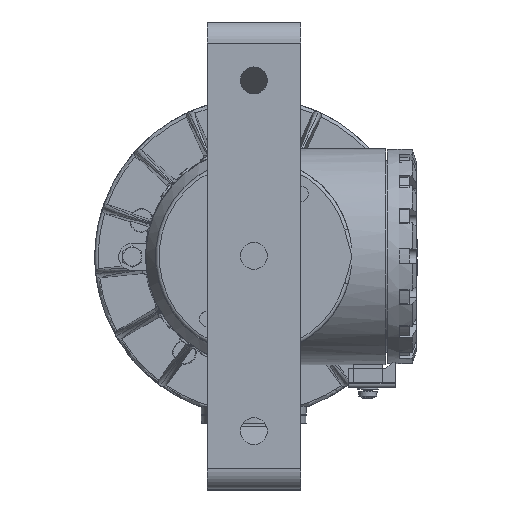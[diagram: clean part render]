
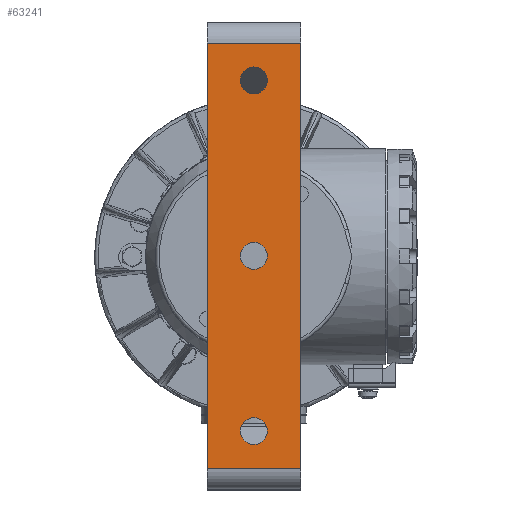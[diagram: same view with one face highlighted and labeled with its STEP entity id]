
A CAD part, top view. The second image highlights one B-rep face of the part: STEP entity #63241.
In plain terms, the highlighted planar face has unit normal (0, 0, 1).
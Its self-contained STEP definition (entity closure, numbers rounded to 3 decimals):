
#62543=CARTESIAN_POINT('',(-20.0,-91.,332.3));
#62544=VERTEX_POINT('',#62543);
#62552=CARTESIAN_POINT('',(-20.0,91.,332.3));
#62553=VERTEX_POINT('',#62552);
#62554=CARTESIAN_POINT('',(-20.0,91.,332.3));
#62555=DIRECTION('',(0.0,-1.0,0.0));
#62556=VECTOR('',#62555,182.0);
#62557=LINE('',#62554,#62556);
#62558=EDGE_CURVE('',#62553,#62544,#62557,.T.);
#62764=CARTESIAN_POINT('',(5.75,-75.,332.3));
#62765=VERTEX_POINT('',#62764);
#62766=CARTESIAN_POINT('',(0.0,-75.,332.3));
#62767=DIRECTION('',(0.0,0.0,-1.0));
#62768=DIRECTION('',(-1.0,0.0,0.0));
#62769=AXIS2_PLACEMENT_3D('',#62766,#62767,#62768);
#62770=CIRCLE('',#62769,5.75);
#62771=EDGE_CURVE('',#62765,#62765,#62770,.T.);
#62792=CARTESIAN_POINT('',(5.75,75.,332.3));
#62793=VERTEX_POINT('',#62792);
#62794=CARTESIAN_POINT('',(0.0,75.,332.3));
#62795=DIRECTION('',(0.0,0.0,-1.0));
#62796=DIRECTION('',(-1.0,0.0,0.0));
#62797=AXIS2_PLACEMENT_3D('',#62794,#62795,#62796);
#62798=CIRCLE('',#62797,5.75);
#62799=EDGE_CURVE('',#62793,#62793,#62798,.T.);
#62820=CARTESIAN_POINT('',(5.75,0.,332.3));
#62821=VERTEX_POINT('',#62820);
#62822=CARTESIAN_POINT('',(0.0,0.,332.3));
#62823=DIRECTION('',(0.0,0.0,-1.0));
#62824=DIRECTION('',(-1.0,0.0,0.0));
#62825=AXIS2_PLACEMENT_3D('',#62822,#62823,#62824);
#62826=CIRCLE('',#62825,5.75);
#62827=EDGE_CURVE('',#62821,#62821,#62826,.T.);
#63025=CARTESIAN_POINT('',(20.0,91.,332.3));
#63026=VERTEX_POINT('',#63025);
#63034=CARTESIAN_POINT('',(20.0,-91.,332.3));
#63035=VERTEX_POINT('',#63034);
#63036=CARTESIAN_POINT('',(20.0,-91.0,332.3));
#63037=DIRECTION('',(0.0,1.0,0.0));
#63038=VECTOR('',#63037,182.0);
#63039=LINE('',#63036,#63038);
#63040=EDGE_CURVE('',#63035,#63026,#63039,.T.);
#63205=CARTESIAN_POINT('',(20.0,-91.,332.3));
#63206=DIRECTION('',(-1.0,0.0,0.0));
#63207=VECTOR('',#63206,40.0);
#63208=LINE('',#63205,#63207);
#63209=EDGE_CURVE('',#63035,#62544,#63208,.T.);
#63216=CARTESIAN_POINT('',(-20.0,-100.0,332.3));
#63217=DIRECTION('',(0.0,0.0,1.0));
#63218=DIRECTION('',(1.0,0.0,0.0));
#63219=AXIS2_PLACEMENT_3D('',#63216,#63217,#63218);
#63220=PLANE('',#63219);
#63221=ORIENTED_EDGE('',*,*,#63209,.F.);
#63222=ORIENTED_EDGE('',*,*,#63040,.T.);
#63223=CARTESIAN_POINT('',(-20.0,91.,332.3));
#63224=DIRECTION('',(1.0,0.0,0.0));
#63225=VECTOR('',#63224,40.0);
#63226=LINE('',#63223,#63225);
#63227=EDGE_CURVE('',#62553,#63026,#63226,.T.);
#63228=ORIENTED_EDGE('',*,*,#63227,.F.);
#63229=ORIENTED_EDGE('',*,*,#62558,.T.);
#63230=EDGE_LOOP('',(#63221,#63222,#63228,#63229));
#63231=FACE_OUTER_BOUND('',#63230,.T.);
#63232=ORIENTED_EDGE('',*,*,#62771,.T.);
#63233=EDGE_LOOP('',(#63232));
#63234=FACE_BOUND('',#63233,.T.);
#63235=ORIENTED_EDGE('',*,*,#62799,.T.);
#63236=EDGE_LOOP('',(#63235));
#63237=FACE_BOUND('',#63236,.T.);
#63238=ORIENTED_EDGE('',*,*,#62827,.T.);
#63239=EDGE_LOOP('',(#63238));
#63240=FACE_BOUND('',#63239,.T.);
#63241=ADVANCED_FACE('',(#63231,#63234,#63237,#63240),#63220,.T.);
